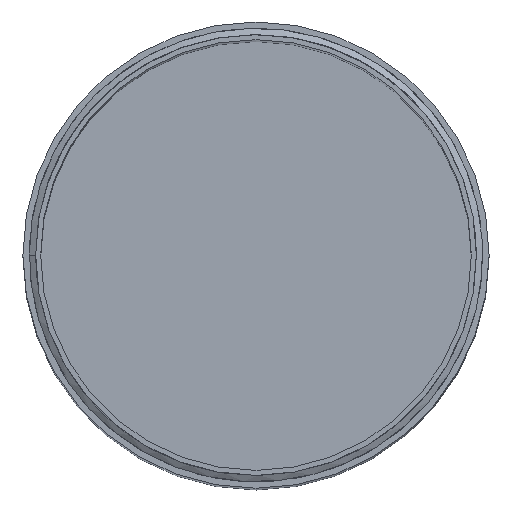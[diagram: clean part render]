
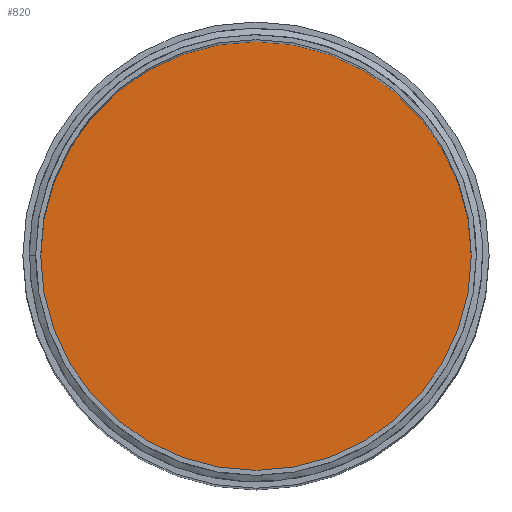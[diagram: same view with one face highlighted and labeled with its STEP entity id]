
A CAD part, top view. The second image highlights one B-rep face of the part: STEP entity #820.
In plain terms, the highlighted planar face has unit normal (0, 0, 1).
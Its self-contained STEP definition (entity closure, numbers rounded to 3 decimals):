
#61 = DIRECTION ( 'NONE',  ( 0., 0., 1. ) ) ;
#96 = EDGE_CURVE ( 'NONE', #692, #106, #101, .T. ) ;
#101 = CIRCLE ( 'NONE', #484, 38.8 ) ;
#106 = VERTEX_POINT ( 'NONE', #616 ) ;
#139 = EDGE_CURVE ( 'NONE', #106, #692, #740, .T. ) ;
#202 = ORIENTED_EDGE ( 'NONE', *, *, #96, .T. ) ;
#484 = AXIS2_PLACEMENT_3D ( 'NONE', #743, #61, #832 ) ;
#485 = FACE_OUTER_BOUND ( 'NONE', #873, .T. ) ;
#616 = CARTESIAN_POINT ( 'NONE',  ( -84.101, 105.198, -175.303 ) ) ;
#689 = PLANE ( 'NONE',  #1164 ) ;
#692 = VERTEX_POINT ( 'NONE', #1372 ) ;
#740 = CIRCLE ( 'NONE', #1454, 38.8 ) ;
#743 = CARTESIAN_POINT ( 'NONE',  ( -45.301, 105.198, -175.303 ) ) ;
#788 = DIRECTION ( 'NONE',  ( 0., 0., 1. ) ) ;
#820 = ADVANCED_FACE ( 'NONE', ( #485 ), #689, .T. ) ;
#825 = ORIENTED_EDGE ( 'NONE', *, *, #139, .T. ) ;
#832 = DIRECTION ( 'NONE',  ( 1., 0., 0. ) ) ;
#873 = EDGE_LOOP ( 'NONE', ( #202, #825 ) ) ;
#1037 = DIRECTION ( 'NONE',  ( 1., 0., 0. ) ) ;
#1143 = CARTESIAN_POINT ( 'NONE',  ( -45.301, 105.198, -175.303 ) ) ;
#1164 = AXIS2_PLACEMENT_3D ( 'NONE', #1143, #788, #1037 ) ;
#1302 = DIRECTION ( 'NONE',  ( 0., 0., 1. ) ) ;
#1336 = DIRECTION ( 'NONE',  ( 1., 0., 0. ) ) ;
#1372 = CARTESIAN_POINT ( 'NONE',  ( -6.501, 105.198, -175.303 ) ) ;
#1429 = CARTESIAN_POINT ( 'NONE',  ( -45.301, 105.198, -175.303 ) ) ;
#1454 = AXIS2_PLACEMENT_3D ( 'NONE', #1429, #1302, #1336 ) ;
